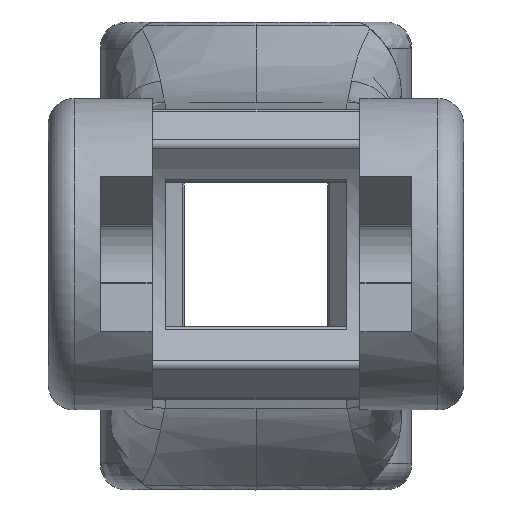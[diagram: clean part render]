
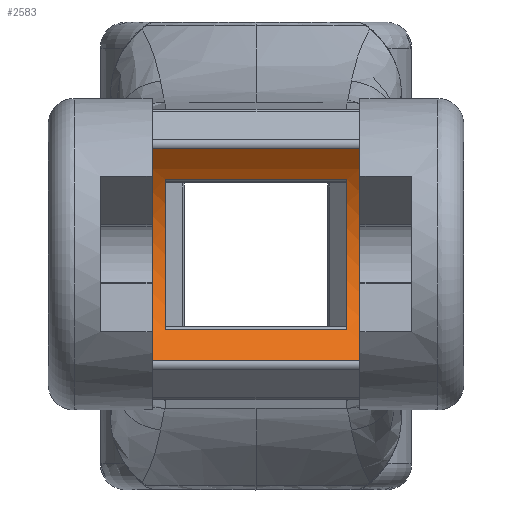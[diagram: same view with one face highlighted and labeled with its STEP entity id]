
A CAD part, top view. The second image highlights one B-rep face of the part: STEP entity #2583.
In plain terms, the highlighted cylindrical face has radius 6 mm (diameter 12 mm), a partial arc.
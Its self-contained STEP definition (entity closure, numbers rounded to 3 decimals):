
#20=FACE_BOUND('',#351,.T.);
#187=FACE_OUTER_BOUND('',#350,.T.);
#350=EDGE_LOOP('',(#1902,#1903,#1904,#1905));
#351=EDGE_LOOP('',(#1906,#1907,#1908,#1909));
#621=LINE('',#4522,#757);
#626=LINE('',#4537,#762);
#630=LINE('',#4549,#766);
#640=LINE('',#4611,#776);
#757=VECTOR('',#3112,10.);
#762=VECTOR('',#3125,10.);
#766=VECTOR('',#3135,10.);
#776=VECTOR('',#3159,10.);
#910=CIRCLE('',#2789,6.);
#911=CIRCLE('',#2790,6.);
#912=CIRCLE('',#2791,6.);
#913=CIRCLE('',#2792,6.);
#1090=VERTEX_POINT('',#4515);
#1093=VERTEX_POINT('',#4520);
#1096=VERTEX_POINT('',#4530);
#1099=VERTEX_POINT('',#4535);
#1103=VERTEX_POINT('',#4546);
#1104=VERTEX_POINT('',#4548);
#1121=VERTEX_POINT('',#4605);
#1123=VERTEX_POINT('',#4609);
#1387=EDGE_CURVE('',#1093,#1090,#621,.T.);
#1394=EDGE_CURVE('',#1099,#1096,#626,.T.);
#1399=EDGE_CURVE('',#1103,#1104,#630,.T.);
#1420=EDGE_CURVE('',#1123,#1121,#640,.T.);
#1421=EDGE_CURVE('',#1103,#1121,#910,.T.);
#1422=EDGE_CURVE('',#1123,#1104,#911,.T.);
#1423=EDGE_CURVE('',#1093,#1096,#912,.T.);
#1424=EDGE_CURVE('',#1099,#1090,#913,.T.);
#1902=ORIENTED_EDGE('',*,*,#1399,.F.);
#1903=ORIENTED_EDGE('',*,*,#1421,.T.);
#1904=ORIENTED_EDGE('',*,*,#1420,.F.);
#1905=ORIENTED_EDGE('',*,*,#1422,.T.);
#1906=ORIENTED_EDGE('',*,*,#1423,.T.);
#1907=ORIENTED_EDGE('',*,*,#1394,.F.);
#1908=ORIENTED_EDGE('',*,*,#1424,.T.);
#1909=ORIENTED_EDGE('',*,*,#1387,.F.);
#2501=CYLINDRICAL_SURFACE('',#2788,6.);
#2583=ADVANCED_FACE('',(#187,#20),#2501,.F.);
#2788=AXIS2_PLACEMENT_3D('',#4612,#3160,#3161);
#2789=AXIS2_PLACEMENT_3D('',#4613,#3162,#3163);
#2790=AXIS2_PLACEMENT_3D('',#4614,#3164,#3165);
#2791=AXIS2_PLACEMENT_3D('',#4615,#3166,#3167);
#2792=AXIS2_PLACEMENT_3D('',#4616,#3168,#3169);
#3112=DIRECTION('',(1.,0.,0.));
#3125=DIRECTION('',(-1.,0.,0.));
#3135=DIRECTION('',(-1.,0.,0.));
#3159=DIRECTION('',(1.,0.,0.));
#3160=DIRECTION('center_axis',(1.,0.,0.));
#3161=DIRECTION('ref_axis',(0.,1.,0.));
#3162=DIRECTION('center_axis',(1.,0.,0.));
#3163=DIRECTION('ref_axis',(0.,1.,0.));
#3164=DIRECTION('center_axis',(-1.,0.,0.));
#3165=DIRECTION('ref_axis',(0.,1.,0.));
#3166=DIRECTION('center_axis',(1.,0.,0.));
#3167=DIRECTION('ref_axis',(0.,1.,0.));
#3168=DIRECTION('center_axis',(-1.,0.,0.));
#3169=DIRECTION('ref_axis',(0.,1.,0.));
#4515=CARTESIAN_POINT('',(3.5,-2.885,34.239));
#4520=CARTESIAN_POINT('',(-3.5,-2.885,34.239));
#4522=CARTESIAN_POINT('',(0.,-2.885,34.239));
#4530=CARTESIAN_POINT('',(-3.5,2.885,34.239));
#4535=CARTESIAN_POINT('',(3.5,2.885,34.239));
#4537=CARTESIAN_POINT('',(0.,2.885,34.239));
#4546=CARTESIAN_POINT('',(4.,-4.07,35.091));
#4548=CARTESIAN_POINT('',(-4.,-4.07,35.091));
#4549=CARTESIAN_POINT('',(0.,-4.07,35.091));
#4605=CARTESIAN_POINT('',(4.,4.07,35.091));
#4609=CARTESIAN_POINT('',(-4.,4.07,35.091));
#4611=CARTESIAN_POINT('',(0.,4.07,35.091));
#4612=CARTESIAN_POINT('Origin',(0.,0.,39.5));
#4613=CARTESIAN_POINT('Origin',(4.,0.,39.5));
#4614=CARTESIAN_POINT('Origin',(-4.,0.,39.5));
#4615=CARTESIAN_POINT('Origin',(-3.5,0.,39.5));
#4616=CARTESIAN_POINT('Origin',(3.5,0.,39.5));
